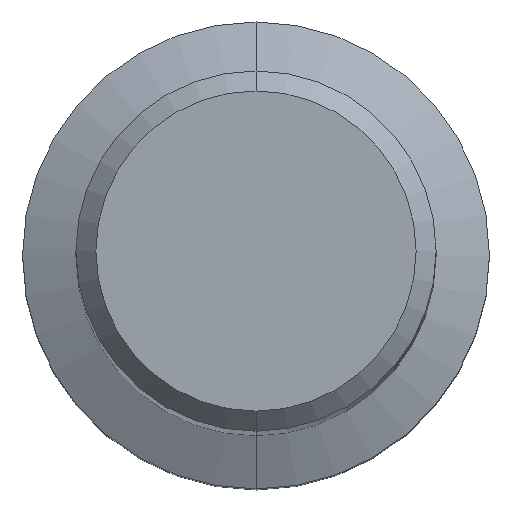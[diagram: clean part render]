
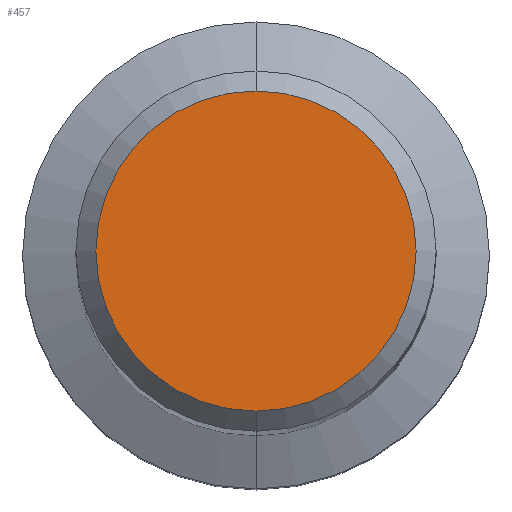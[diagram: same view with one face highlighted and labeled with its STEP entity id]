
A CAD part, top view. The second image highlights one B-rep face of the part: STEP entity #457.
In plain terms, the highlighted planar face has unit normal (0, 0, 1).
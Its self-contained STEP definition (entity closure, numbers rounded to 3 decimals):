
#255=EDGE_CURVE('',#373,#285,#613,.T.);
#285=VERTEX_POINT('',#647);
#373=VERTEX_POINT('',#748);
#439=EDGE_CURVE('',#285,#373,#818,.T.);
#457=ADVANCED_FACE('',(#837),#838,.T.);
#613=CIRCLE('',#1078,4.8);
#647=CARTESIAN_POINT('',(0.0,4.8,0.0));
#748=CARTESIAN_POINT('',(0.,-4.8,0.0));
#818=CIRCLE('',#1441,4.8);
#837=FACE_OUTER_BOUND('',#1468,.T.);
#838=PLANE('',#1469);
#1078=AXIS2_PLACEMENT_3D('',#1714,#1715,#1716);
#1441=AXIS2_PLACEMENT_3D('',#1973,#1974,#1975);
#1468=EDGE_LOOP('',(#1994,#1995));
#1469=AXIS2_PLACEMENT_3D('',#1996,#1997,#1998);
#1714=CARTESIAN_POINT('',(0.0,0.0,0.0));
#1715=DIRECTION('',(0.0,0.0,-1.0));
#1716=DIRECTION('',(0.0,1.0,0.0));
#1973=CARTESIAN_POINT('',(0.0,0.0,0.0));
#1974=DIRECTION('',(0.0,0.0,-1.0));
#1975=DIRECTION('',(0.0,1.0,0.0));
#1994=ORIENTED_EDGE('',*,*,#439,.F.);
#1995=ORIENTED_EDGE('',*,*,#255,.F.);
#1996=CARTESIAN_POINT('',(0.0,2.4,0.0));
#1997=DIRECTION('',(-0.0,0.0,1.0));
#1998=DIRECTION('',(0.0,-1.0,0.0));
